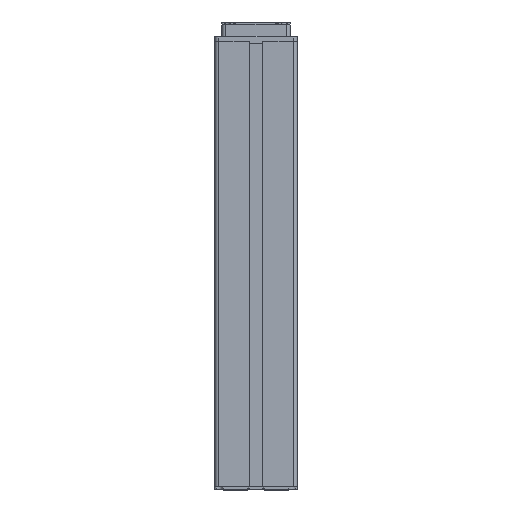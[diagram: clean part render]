
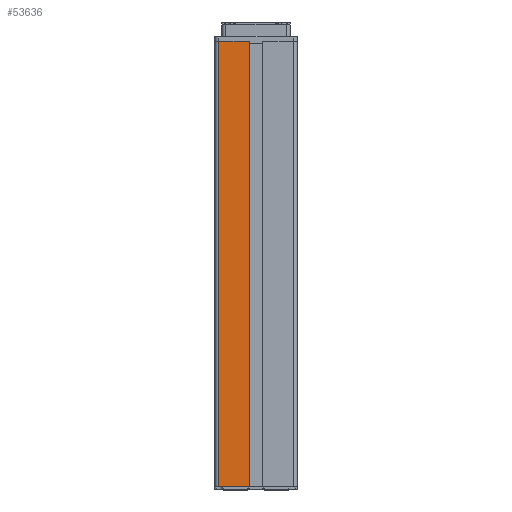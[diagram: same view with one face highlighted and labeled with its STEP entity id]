
A CAD part, top view. The second image highlights one B-rep face of the part: STEP entity #53636.
In plain terms, the highlighted planar face has unit normal (0, 0, 1).
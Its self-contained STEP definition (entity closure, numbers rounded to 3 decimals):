
#1514 = CARTESIAN_POINT ( 'NONE',  ( -138.288, -198.965, 55. ) ) ;
#3820 = ORIENTED_EDGE ( 'NONE', *, *, #62049, .F. ) ;
#6999 = CARTESIAN_POINT ( 'NONE',  ( -138.288, 396.035, 55. ) ) ;
#7088 = VECTOR ( 'NONE', #14304, 1000. ) ;
#7886 = CARTESIAN_POINT ( 'NONE',  ( -97.013, 396.035, 55. ) ) ;
#8548 = LINE ( 'NONE', #69740, #54014 ) ;
#8573 = CARTESIAN_POINT ( 'NONE',  ( -97.013, 396.035, 55. ) ) ;
#8826 = LINE ( 'NONE', #8573, #7088 ) ;
#9078 = FACE_OUTER_BOUND ( 'NONE', #16304, .T. ) ;
#12549 = DIRECTION ( 'NONE',  ( 0., -1., 0. ) ) ;
#13878 = CARTESIAN_POINT ( 'NONE',  ( -97.013, -198.965, 55. ) ) ;
#14304 = DIRECTION ( 'NONE',  ( 0., 1., 0. ) ) ;
#16304 = EDGE_LOOP ( 'NONE', ( #18462, #40151, #3820, #69347 ) ) ;
#18462 = ORIENTED_EDGE ( 'NONE', *, *, #69708, .T. ) ;
#22801 = VECTOR ( 'NONE', #69543, 1000. ) ;
#24894 = DIRECTION ( 'NONE',  ( 0., 0., -1. ) ) ;
#25975 = AXIS2_PLACEMENT_3D ( 'NONE', #30373, #24894, #64807 ) ;
#27511 = VERTEX_POINT ( 'NONE', #1514 ) ;
#28466 = VERTEX_POINT ( 'NONE', #28974 ) ;
#28534 = EDGE_CURVE ( 'NONE', #28466, #27511, #46532, .T. ) ;
#28974 = CARTESIAN_POINT ( 'NONE',  ( -138.288, 396.035, 55. ) ) ;
#30373 = CARTESIAN_POINT ( 'NONE',  ( -138.288, 396.035, 55. ) ) ;
#35098 = VERTEX_POINT ( 'NONE', #13878 ) ;
#37976 = LINE ( 'NONE', #6999, #22801 ) ;
#40151 = ORIENTED_EDGE ( 'NONE', *, *, #47396, .T. ) ;
#46532 = LINE ( 'NONE', #57910, #59941 ) ;
#47396 = EDGE_CURVE ( 'NONE', #35098, #71083, #8826, .T. ) ;
#52242 = DIRECTION ( 'NONE',  ( 1., 0., 0. ) ) ;
#53636 = ADVANCED_FACE ( 'NONE', ( #9078 ), #59058, .F. ) ;
#54014 = VECTOR ( 'NONE', #52242, 1000. ) ;
#57910 = CARTESIAN_POINT ( 'NONE',  ( -138.288, 396.035, 55. ) ) ;
#59058 = PLANE ( 'NONE',  #25975 ) ;
#59941 = VECTOR ( 'NONE', #12549, 1000. ) ;
#62049 = EDGE_CURVE ( 'NONE', #28466, #71083, #37976, .T. ) ;
#64807 = DIRECTION ( 'NONE',  ( -1., 0., 0. ) ) ;
#69347 = ORIENTED_EDGE ( 'NONE', *, *, #28534, .T. ) ;
#69543 = DIRECTION ( 'NONE',  ( 1., 0., 0. ) ) ;
#69708 = EDGE_CURVE ( 'NONE', #27511, #35098, #8548, .T. ) ;
#69740 = CARTESIAN_POINT ( 'NONE',  ( -138.288, -198.965, 55. ) ) ;
#71083 = VERTEX_POINT ( 'NONE', #7886 ) ;
